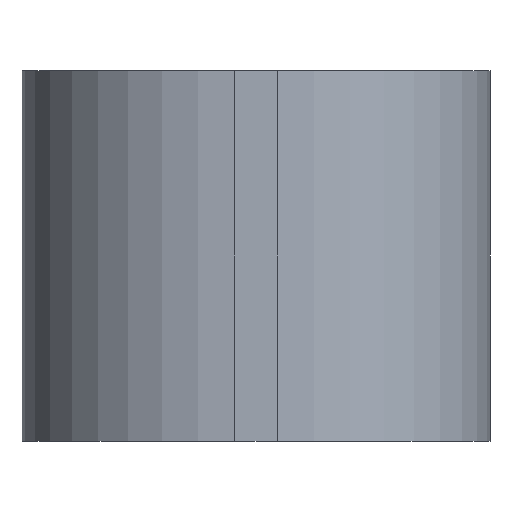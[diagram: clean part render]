
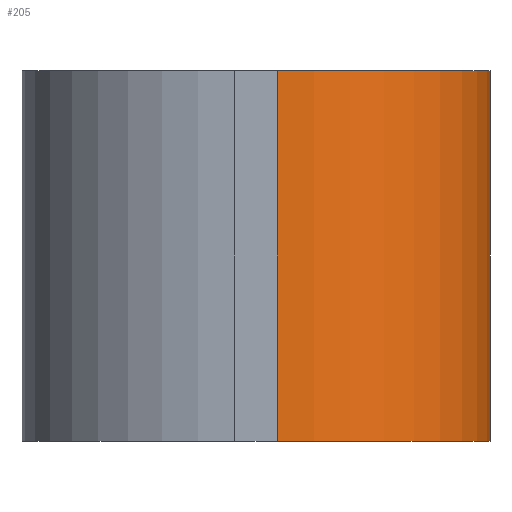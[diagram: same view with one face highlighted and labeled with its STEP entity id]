
A CAD part, front view. The second image highlights one B-rep face of the part: STEP entity #205.
In plain terms, the highlighted cylindrical face has radius 4.999 mm (diameter 9.998 mm), a partial arc.
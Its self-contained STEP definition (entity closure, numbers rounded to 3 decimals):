
#22 = VERTEX_POINT('',#23);
#23 = CARTESIAN_POINT('',(5.5,-10.501,1.001));
#75 = VERTEX_POINT('',#76);
#76 = CARTESIAN_POINT('',(0.501,-15.5,1.001));
#82 = EDGE_CURVE('',#75,#22,#83,.T.);
#83 = CIRCLE('',#84,4.999);
#84 = AXIS2_PLACEMENT_3D('',#85,#86,#87);
#85 = CARTESIAN_POINT('',(0.501,-10.501,1.001));
#86 = DIRECTION('',(0.,0.,1.));
#87 = DIRECTION('',(0.,-1.,0.));
#154 = EDGE_CURVE('',#155,#22,#157,.T.);
#155 = VERTEX_POINT('',#156);
#156 = CARTESIAN_POINT('',(5.5,-10.501,-7.7));
#157 = LINE('',#158,#159);
#158 = CARTESIAN_POINT('',(5.5,-10.501,-7.7));
#159 = VECTOR('',#160,1.);
#160 = DIRECTION('',(0.,0.,1.));
#205 = ADVANCED_FACE('',(#206),#225,.T.);
#206 = FACE_BOUND('',#207,.T.);
#207 = EDGE_LOOP('',(#208,#217,#218,#219));
#208 = ORIENTED_EDGE('',*,*,#209,.T.);
#209 = EDGE_CURVE('',#210,#155,#212,.T.);
#210 = VERTEX_POINT('',#211);
#211 = CARTESIAN_POINT('',(0.501,-15.5,-7.7));
#212 = CIRCLE('',#213,4.999);
#213 = AXIS2_PLACEMENT_3D('',#214,#215,#216);
#214 = CARTESIAN_POINT('',(0.501,-10.501,-7.7));
#215 = DIRECTION('',(0.,0.,1.));
#216 = DIRECTION('',(0.,-1.,0.));
#217 = ORIENTED_EDGE('',*,*,#154,.T.);
#218 = ORIENTED_EDGE('',*,*,#82,.F.);
#219 = ORIENTED_EDGE('',*,*,#220,.F.);
#220 = EDGE_CURVE('',#210,#75,#221,.T.);
#221 = LINE('',#222,#223);
#222 = CARTESIAN_POINT('',(0.501,-15.5,-7.7));
#223 = VECTOR('',#224,1.);
#224 = DIRECTION('',(0.,0.,1.));
#225 = CYLINDRICAL_SURFACE('',#226,4.999);
#226 = AXIS2_PLACEMENT_3D('',#227,#228,#229);
#227 = CARTESIAN_POINT('',(0.501,-10.501,-7.7));
#228 = DIRECTION('',(0.,0.,1.));
#229 = DIRECTION('',(0.,-1.,0.));
